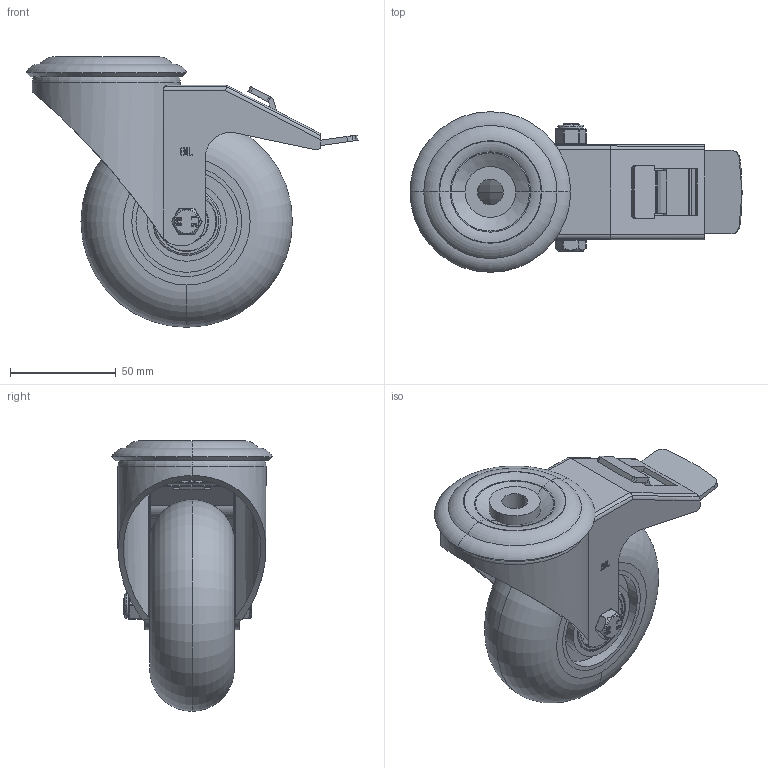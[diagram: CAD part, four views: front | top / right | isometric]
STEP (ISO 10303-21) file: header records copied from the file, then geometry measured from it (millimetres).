
FILE_DESCRIPTION(('STEP AP214'),'1');
FILE_NAME('BZMM100SRERGBJBH12SW.STEP','2022-03-23T10:17:53',(' '),(' '),'Spatial InterOp 3D',' ',' ');
FILE_SCHEMA(('AUTOMOTIVE_DESIGN { 1 0 10303 214 1 1 1 1 }'));
Length unit declared in the file: metre
Products named in the file (30): BZMM100ASBH12SWB; PRESSED STEEL, ZINC PLATED HEAD; PRESSED STEEL, ZINC PLATED FORKS; PRESSED STEEL, ZINC PLATED BRAKE PEDAL; BRAKE PAD; BZMM100SRERGBJBH12SW; BZH100WSRERGBJM15; 55 SHORE A ELASTIC RUBBER; ALUMINIUM RIM; ALUMINIUM RIM Geometry; BEARING SPACER; BEARING6002; METAL; METAL2; Pattern; Component1; MIDDLE; RUBBER; TUBEM15X40X10; STEEL TUBE; HEXBOLTM8X55Z8.8; GRADE 8.8 ZINC PLATED BOLT; NYLOC NUT; NUT; RUBBER2; NYLOCM8Z; NYLONBUSH; NYLON TUBE
Assembly tree (52 placements, depth 5):
  BZMM100SRERGBJBH12SW
    BZMM100ASBH12SWB
      PRESSED STEEL, ZINC PLATED HEAD
      PRESSED STEEL, ZINC PLATED FORKS
      PRESSED STEEL, ZINC PLATED BRAKE PEDAL
      BRAKE PAD
    BZH100WSRERGBJM15
      55 SHORE A ELASTIC RUBBER
      ALUMINIUM RIM
        ALUMINIUM RIM Geometry
        BEARING SPACER
      BEARING6002
        METAL
        METAL2
        Pattern
          Component1  x9
        MIDDLE
        RUBBER  x2
      BEARING6002
        METAL
        METAL2
        Pattern
          Component1  x9
        MIDDLE
        RUBBER  x2
    TUBEM15X40X10
      STEEL TUBE
    HEXBOLTM8X55Z8.8
      GRADE 8.8 ZINC PLATED BOLT
    NYLOCM8Z
      NYLOC NUT
        NUT
        RUBBER2
    NYLONBUSH
      NYLON TUBE
Bounding box: 157 x 76 x 128 mm (x, y, z)
Volume: 321398.2 mm3; surface area: 128326.2 mm2
Topology: 40 solids, 40 shells, 1618 faces, 4365 edges, 2823 vertices
Faces by surface type: plane 522, cylinder 447, extrusion 380, sphere 150, cone 56, torus 52, bspline 11
Entity records: 44093 total; most frequent: CARTESIAN_POINT 17123, DIRECTION 5499, ORIENTED_EDGE 5490, EDGE_CURVE 2745, AXIS2_PLACEMENT_3D 2104, VERTEX_POINT 1790, VECTOR 1291, LINE 1175
